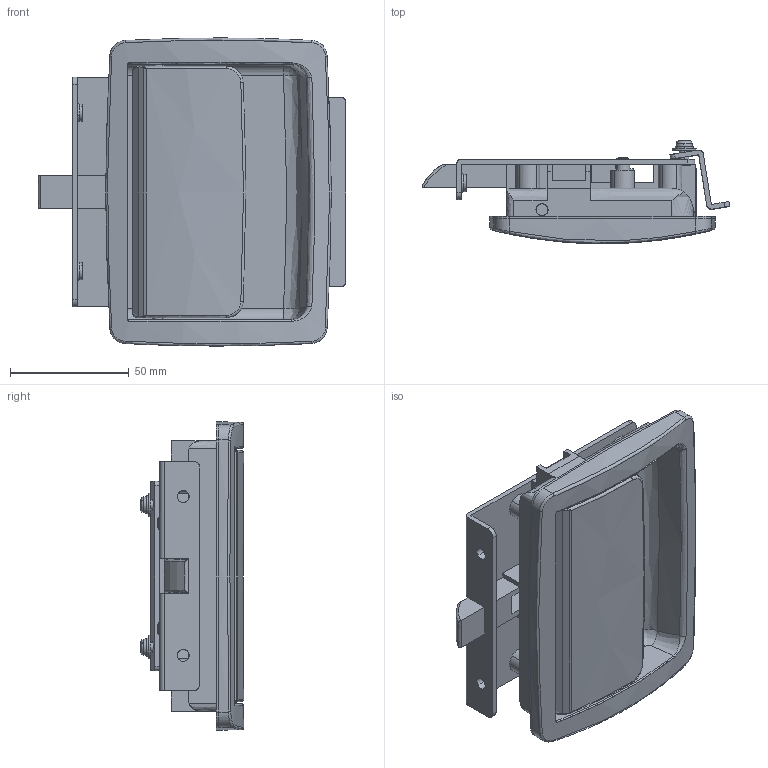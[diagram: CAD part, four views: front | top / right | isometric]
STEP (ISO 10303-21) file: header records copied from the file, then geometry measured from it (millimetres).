
FILE_DESCRIPTION((''),'2;1');
FILE_NAME('','2006-01-17T11:37:30',(''),(''),'','CADfix','');
FILE_SCHEMA(('AUTOMOTIVE_DESIGN'));
Length unit declared in the file: millimetre
Products named in the file (9): screw; shaft; packing; latch; handle; bracket_A; bracket; base; THA_433_1P_1273_36
Assembly tree (9 placements, depth 2):
  THA_433_1P_1273_36
    screw  x2
    shaft
    packing
    latch
    handle
    bracket_A
    bracket
    base
Bounding box: 129.66 x 43.58 x 130 mm (x, y, z)
Volume: 128539.5 mm3; surface area: 101384.4 mm2
Topology: 9 solids, 9 shells, 500 faces, 1692 edges, 1239 vertices
Faces by surface type: bspline 500
Entity records: 23358 total; most frequent: CARTESIAN_POINT 13962, ORIENTED_EDGE 3136, EDGE_CURVE 1568, VERTEX_POINT 1147, B_SPLINE_CURVE_WITH_KNOTS 806, QUASI_UNIFORM_CURVE 730, EDGE_LOOP 527, FACE_OUTER_BOUND 464
